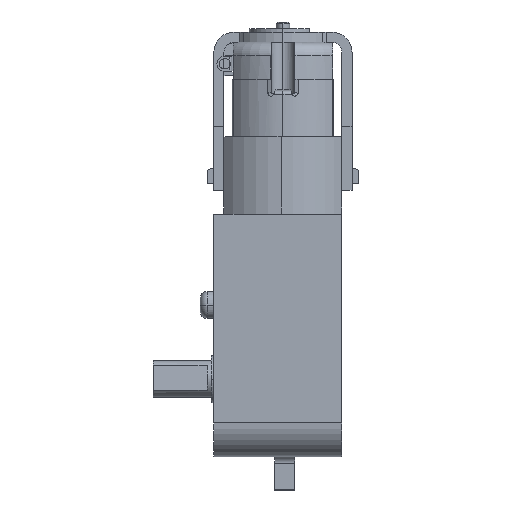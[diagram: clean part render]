
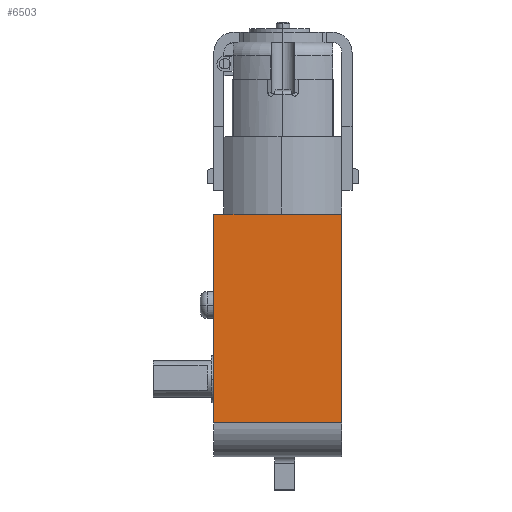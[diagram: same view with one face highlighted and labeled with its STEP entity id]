
A CAD part, left-side view. The second image highlights one B-rep face of the part: STEP entity #6503.
In plain terms, the highlighted planar face has unit normal (-1, 0, 0).
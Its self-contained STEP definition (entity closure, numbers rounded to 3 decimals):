
#1222 = ORIENTED_EDGE ( 'NONE', *, *, #14506, .T. ) ;
#1277 = VECTOR ( 'NONE', #11690, 1000. ) ;
#2009 = DIRECTION ( 'NONE',  ( 0., -1., 0. ) ) ;
#2256 = CARTESIAN_POINT ( 'NONE',  ( -11.25, 13., -8.5 ) ) ;
#2306 = ORIENTED_EDGE ( 'NONE', *, *, #19667, .T. ) ;
#2759 = CARTESIAN_POINT ( 'NONE',  ( -11.25, -18., -8.5 ) ) ;
#2979 = DIRECTION ( 'NONE',  ( 0., 0., 1. ) ) ;
#3694 = VECTOR ( 'NONE', #2009, 1000. ) ;
#4147 = CARTESIAN_POINT ( 'NONE',  ( -11.25, -18., -8.5 ) ) ;
#4350 = VECTOR ( 'NONE', #24619, 1000. ) ;
#5566 = PLANE ( 'NONE',  #18856 ) ;
#5757 = ORIENTED_EDGE ( 'NONE', *, *, #24777, .F. ) ;
#6503 = ADVANCED_FACE ( 'NONE', ( #7009 ), #5566, .T. ) ;
#7009 = FACE_OUTER_BOUND ( 'NONE', #22558, .T. ) ;
#7108 = CARTESIAN_POINT ( 'NONE',  ( -11.25, -18., 10.5 ) ) ;
#7325 = CARTESIAN_POINT ( 'NONE',  ( -11.25, -18., -8.5 ) ) ;
#7553 = DIRECTION ( 'NONE',  ( 0., 0., 1. ) ) ;
#9893 = LINE ( 'NONE', #4147, #14210 ) ;
#10290 = CARTESIAN_POINT ( 'NONE',  ( -11.25, -18., -8.5 ) ) ;
#10320 = LINE ( 'NONE', #7325, #1277 ) ;
#11229 = DIRECTION ( 'NONE',  ( 0., -1., 0. ) ) ;
#11690 = DIRECTION ( 'NONE',  ( 0., 0., 1. ) ) ;
#13720 = LINE ( 'NONE', #17439, #4350 ) ;
#14210 = VECTOR ( 'NONE', #11229, 1000. ) ;
#14506 = EDGE_CURVE ( 'NONE', #20630, #18478, #13720, .T. ) ;
#15072 = VERTEX_POINT ( 'NONE', #29598 ) ;
#15636 = CARTESIAN_POINT ( 'NONE',  ( -11.25, -18., 10.5 ) ) ;
#16548 = VECTOR ( 'NONE', #7553, 1000. ) ;
#17439 = CARTESIAN_POINT ( 'NONE',  ( -11.25, 13., -8.5 ) ) ;
#18342 = VERTEX_POINT ( 'NONE', #7108 ) ;
#18478 = VERTEX_POINT ( 'NONE', #2256 ) ;
#18840 = ORIENTED_EDGE ( 'NONE', *, *, #22114, .T. ) ;
#18856 = AXIS2_PLACEMENT_3D ( 'NONE', #28375, #26445, #2979 ) ;
#19667 = EDGE_CURVE ( 'NONE', #18478, #21467, #9893, .T. ) ;
#20630 = VERTEX_POINT ( 'NONE', #28014 ) ;
#21467 = VERTEX_POINT ( 'NONE', #2759 ) ;
#22114 = EDGE_CURVE ( 'NONE', #15072, #18342, #27058, .T. ) ;
#22162 = LINE ( 'NONE', #15636, #3694 ) ;
#22558 = EDGE_LOOP ( 'NONE', ( #5757, #1222, #2306, #26124, #18840 ) ) ;
#23175 = EDGE_CURVE ( 'NONE', #21467, #15072, #10320, .T. ) ;
#24619 = DIRECTION ( 'NONE',  ( 0., 0., -1. ) ) ;
#24777 = EDGE_CURVE ( 'NONE', #20630, #18342, #22162, .T. ) ;
#26124 = ORIENTED_EDGE ( 'NONE', *, *, #23175, .T. ) ;
#26445 = DIRECTION ( 'NONE',  ( -1., 0., 0. ) ) ;
#27058 = LINE ( 'NONE', #10290, #16548 ) ;
#28014 = CARTESIAN_POINT ( 'NONE',  ( -11.25, 13., 10.5 ) ) ;
#28375 = CARTESIAN_POINT ( 'NONE',  ( -11.25, -18., -8.5 ) ) ;
#29598 = CARTESIAN_POINT ( 'NONE',  ( -11.25, -18., 0.5 ) ) ;
